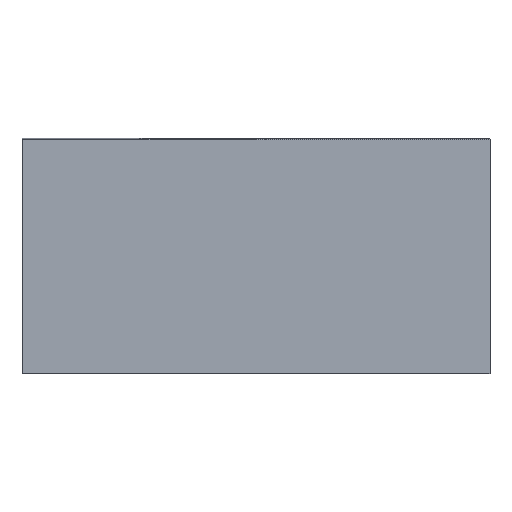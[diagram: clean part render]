
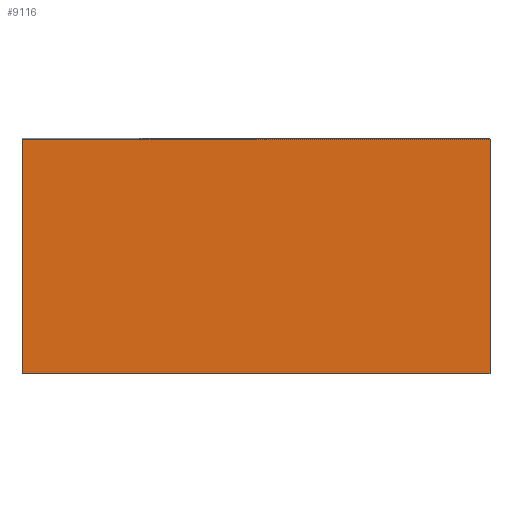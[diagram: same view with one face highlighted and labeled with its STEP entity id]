
A CAD part, left-side view. The second image highlights one B-rep face of the part: STEP entity #9116.
In plain terms, the highlighted planar face has unit normal (-1, 0, 0).
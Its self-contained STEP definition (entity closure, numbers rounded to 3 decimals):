
#4596=CARTESIAN_POINT(' ',(-53.2,6.,22.999));
#4597=VERTEX_POINT(' ',#4596);
#4611=CARTESIAN_POINT(' ',(-53.2,6.,22.999));
#4616=DIRECTION(' ',(0.,1.,0.));
#4621=VECTOR(' ',#4616,1.);
#4626=LINE('',#4611,#4621);
#4631=CARTESIAN_POINT(' ',(-53.2,18.,22.999));
#4632=VERTEX_POINT(' ',#4631);
#4636=EDGE_CURVE(' ',#4597,#4632,#4626,.T.);
#6776=CARTESIAN_POINT(' ',(-53.2,18.,29.001));
#6777=VERTEX_POINT(' ',#6776);
#6791=CARTESIAN_POINT(' ',(-53.2,18.,29.001));
#6796=DIRECTION(' ',(0.,-1.,0.));
#6801=VECTOR(' ',#6796,1.);
#6806=LINE('',#6791,#6801);
#6811=CARTESIAN_POINT(' ',(-53.2,6.,29.));
#6812=VERTEX_POINT(' ',#6811);
#6816=EDGE_CURVE(' ',#6777,#6812,#6806,.T.);
#8976=CARTESIAN_POINT(' ',(-53.2,6.,29.));
#8981=DIRECTION(' ',(0.,0.,-1.));
#8986=VECTOR(' ',#8981,1.);
#8991=LINE('',#8976,#8986);
#8996=EDGE_CURVE(' ',#6812,#4597,#8991,.T.);
#9036=DIRECTION(' ',(-1.,0.,0.));
#9041=CARTESIAN_POINT(' ',(-53.2,18.,22.999));
#9046=DIRECTION(' ',(0.,-1.,0.));
#9051=AXIS2_PLACEMENT_3D(' ',#9041,#9036,#9046);
#9056=PLANE('',#9051);
#9061=ORIENTED_EDGE(' ',*,*,#4636,.F.);
#9066=ORIENTED_EDGE(' ',*,*,#8996,.F.);
#9071=ORIENTED_EDGE(' ',*,*,#6816,.F.);
#9076=CARTESIAN_POINT(' ',(-53.2,18.,29.001));
#9081=DIRECTION(' ',(0.,0.,-1.));
#9086=VECTOR(' ',#9081,1.);
#9091=LINE('',#9076,#9086);
#9096=EDGE_CURVE(' ',#6777,#4632,#9091,.T.);
#9101=ORIENTED_EDGE(' ',*,*,#9096,.T.);
#9106=EDGE_LOOP(' ',(#9061,#9066,#9071,#9101));
#9111=FACE_OUTER_BOUND(' ',#9106,.T.);
#9116=ADVANCED_FACE('',(#9111),#9056,.T.);
